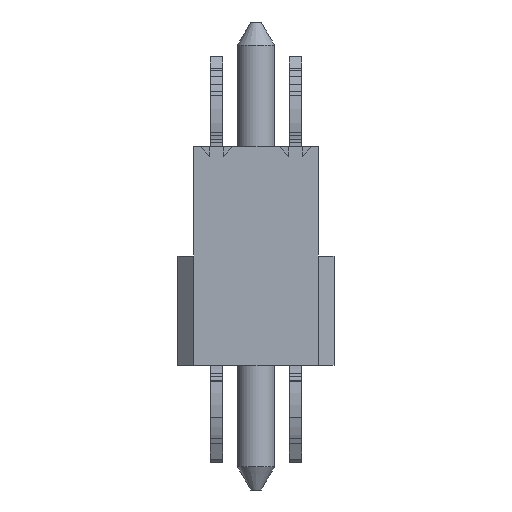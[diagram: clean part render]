
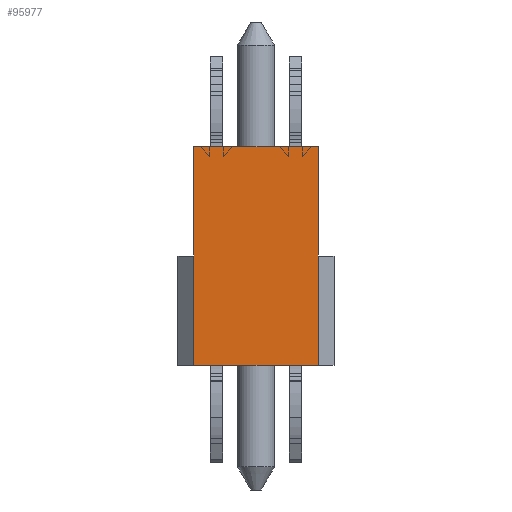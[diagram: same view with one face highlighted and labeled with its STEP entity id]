
A CAD part, left-side view. The second image highlights one B-rep face of the part: STEP entity #95977.
In plain terms, the highlighted planar face has unit normal (-1, 0, 0).
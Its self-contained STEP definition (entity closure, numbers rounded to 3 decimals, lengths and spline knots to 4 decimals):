
#11130=FACE_OUTER_BOUND('',#16329,.T.);
#16329=EDGE_LOOP('',(#76939,#76940,#76941,#76942,#76943,#76944));
#24307=LINE('',#154634,#33630);
#24313=LINE('',#154646,#33636);
#24316=LINE('',#154656,#33639);
#24318=LINE('',#154660,#33641);
#24764=LINE('',#155640,#34087);
#24765=LINE('',#155641,#34088);
#33630=VECTOR('',#125122,1000.);
#33636=VECTOR('',#125132,1000.);
#33639=VECTOR('',#125143,1000.);
#33641=VECTOR('',#125147,1000.);
#34087=VECTOR('',#125993,1000.);
#34088=VECTOR('',#125994,1000.);
#43521=VERTEX_POINT('',#154626);
#43523=VERTEX_POINT('',#154632);
#43524=VERTEX_POINT('',#154636);
#43526=VERTEX_POINT('',#154642);
#43530=VERTEX_POINT('',#154654);
#43531=VERTEX_POINT('',#154658);
#55499=EDGE_CURVE('',#43523,#43521,#24307,.F.);
#55505=EDGE_CURVE('',#43526,#43524,#24313,.F.);
#55510=EDGE_CURVE('',#43530,#43521,#24316,.T.);
#55512=EDGE_CURVE('',#43524,#43531,#24318,.T.);
#55990=EDGE_CURVE('',#43531,#43530,#24764,.T.);
#55991=EDGE_CURVE('',#43526,#43523,#24765,.T.);
#76939=ORIENTED_EDGE('',*,*,#55990,.T.);
#76940=ORIENTED_EDGE('',*,*,#55510,.T.);
#76941=ORIENTED_EDGE('',*,*,#55499,.F.);
#76942=ORIENTED_EDGE('',*,*,#55991,.F.);
#76943=ORIENTED_EDGE('',*,*,#55505,.T.);
#76944=ORIENTED_EDGE('',*,*,#55512,.T.);
#91740=PLANE('',#104242);
#95977=ADVANCED_FACE('',(#11130),#91740,.F.);
#104242=AXIS2_PLACEMENT_3D('',#155639,#125991,#125992);
#125122=DIRECTION('',(0.,0.,1.));
#125132=DIRECTION('',(0.,0.,1.));
#125143=DIRECTION('',(0.,0.,1.));
#125147=DIRECTION('',(0.,0.,-1.));
#125991=DIRECTION('center_axis',(1.,0.,0.));
#125992=DIRECTION('ref_axis',(0.,1.,0.));
#125993=DIRECTION('',(0.,-1.,0.));
#125994=DIRECTION('',(0.,-1.,0.));
#154626=CARTESIAN_POINT('',(-33.02,-2.,3.5));
#154632=CARTESIAN_POINT('',(-33.02,-2.,7.));
#154634=CARTESIAN_POINT('',(-33.02,-2.,7.));
#154636=CARTESIAN_POINT('',(-33.02,2.,3.5));
#154642=CARTESIAN_POINT('',(-33.02,2.,7.));
#154646=CARTESIAN_POINT('',(-33.02,2.,5.5));
#154654=CARTESIAN_POINT('',(-33.02,-2.,0.));
#154656=CARTESIAN_POINT('',(-33.02,-2.,7.));
#154658=CARTESIAN_POINT('',(-33.02,2.,0.));
#154660=CARTESIAN_POINT('',(-33.02,2.,7.));
#155639=CARTESIAN_POINT('Origin',(-33.02,-2.5,7.));
#155640=CARTESIAN_POINT('',(-33.02,-2.5,0.));
#155641=CARTESIAN_POINT('',(-33.02,-2.5,7.));
